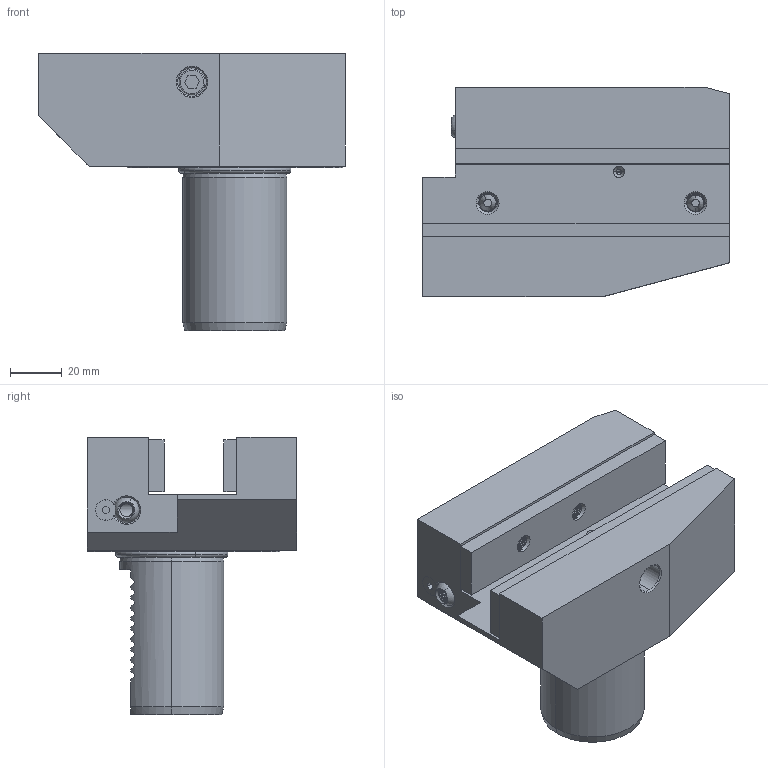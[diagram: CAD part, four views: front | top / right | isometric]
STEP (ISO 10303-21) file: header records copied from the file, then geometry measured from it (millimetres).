
FILE_DESCRIPTION (( 'STEP AP203' ), '1' );
FILE_NAME ('409.36.25.STEP', '2016-11-28T09:27:38', ( '' ), ( '' ), 'SwSTEP 2.0', 'SolidWorks 2012', '' );
FILE_SCHEMA (( 'CONFIG_CONTROL_DESIGN' ));
Length unit declared in the file: millimetre
Products named in the file (13): 409.36.25; 管螺文螺絲; 2-44100006N4出水銅嘴; M12平頭螺絲; 皿頭_M4xP0.7x8L; M8尖頭螺絲; O型環39.4; 118x20x5; 105x20x6; M6x20; M6x12; VDI40    B6; 18x7.8
Assembly tree (17 placements, depth 2):
  409.36.25
    VDI40    B6
    18x7.8  x2
    105x20x6
    118x20x5
    M6x12
    M6x20  x2
    M8尖頭螺絲  x2
    M12平頭螺絲  x3
    O型環39.4
    皿頭_M4xP0.7x8L
    2-44100006N4出水銅嘴
    管螺文螺絲
Bounding box: 118 x 80.5 x 106.7 mm (x, y, z)
Volume: 375110 mm3; surface area: 76709.7 mm2
Topology: 34 solids, 34 shells, 844 faces, 2182 edges, 1416 vertices
Faces by surface type: cylinder 387, cone 178, plane 171, bspline 84, torus 22, sphere 2
Entity records: 92202 total; most frequent: CARTESIAN_POINT 75810, ORIENTED_EDGE 3612, DIRECTION 2509, EDGE_CURVE 1806, VERTEX_POINT 1174, AXIS2_PLACEMENT_3D 913, EDGE_LOOP 750, FACE_OUTER_BOUND 705
